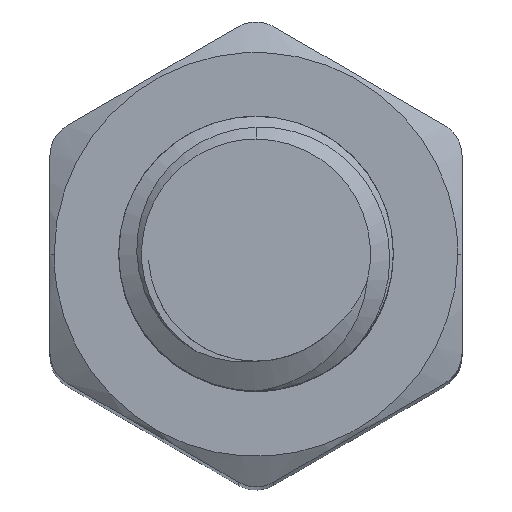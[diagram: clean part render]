
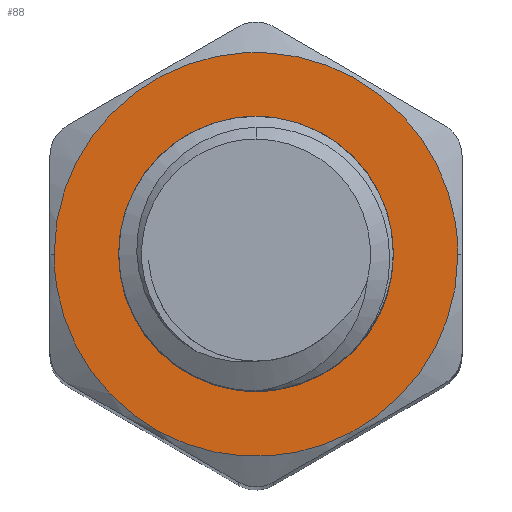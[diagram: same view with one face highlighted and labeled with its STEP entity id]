
A CAD part, top view. The second image highlights one B-rep face of the part: STEP entity #88.
In plain terms, the highlighted planar face has unit normal (0, 0, 1).
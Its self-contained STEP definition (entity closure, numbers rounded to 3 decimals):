
#25=FACE_BOUND('',#246,.T.);
#88=ADVANCED_FACE('',(#166,#25),#1231,.T.);
#166=FACE_OUTER_BOUND('',#245,.T.);
#245=EDGE_LOOP('',(#574,#575));
#246=EDGE_LOOP('',(#576,#577));
#574=ORIENTED_EDGE('',*,*,#829,.F.);
#575=ORIENTED_EDGE('',*,*,#832,.F.);
#576=ORIENTED_EDGE('',*,*,#845,.T.);
#577=ORIENTED_EDGE('',*,*,#766,.T.);
#766=EDGE_CURVE('',#1152,#1151,#1044,.T.);
#829=EDGE_CURVE('',#1195,#1196,#1083,.T.);
#832=EDGE_CURVE('',#1196,#1195,#1084,.T.);
#845=EDGE_CURVE('',#1151,#1152,#1091,.T.);
#1044=(
BOUNDED_CURVE()
B_SPLINE_CURVE(2,(#4307,#4308,#4309,#4310,#4311),.UNSPECIFIED.,.F.,.F.)
B_SPLINE_CURVE_WITH_KNOTS((3,2,3),(-4.478,-2.239,0.),
 .UNSPECIFIED.)
CURVE()
GEOMETRIC_REPRESENTATION_ITEM()
RATIONAL_B_SPLINE_CURVE((1.,0.707,1.,0.707,1.))
REPRESENTATION_ITEM('')
);
#1083=(
BOUNDED_CURVE()
B_SPLINE_CURVE(2,(#4640,#4641,#4642,#4643,#4644),.UNSPECIFIED.,.F.,.F.)
B_SPLINE_CURVE_WITH_KNOTS((3,2,3),(0.,3.464,6.927),
 .UNSPECIFIED.)
CURVE()
GEOMETRIC_REPRESENTATION_ITEM()
RATIONAL_B_SPLINE_CURVE((1.,0.707,1.,0.707,1.))
REPRESENTATION_ITEM('')
);
#1084=(
BOUNDED_CURVE()
B_SPLINE_CURVE(2,(#4649,#4650,#4651,#4652,#4653),.UNSPECIFIED.,.F.,.F.)
B_SPLINE_CURVE_WITH_KNOTS((3,2,3),(0.,3.464,6.927),
 .UNSPECIFIED.)
CURVE()
GEOMETRIC_REPRESENTATION_ITEM()
RATIONAL_B_SPLINE_CURVE((1.,0.707,1.,0.707,1.))
REPRESENTATION_ITEM('')
);
#1091=(
BOUNDED_CURVE()
B_SPLINE_CURVE(2,(#4717,#4718,#4719,#4720,#4721),.UNSPECIFIED.,.F.,.F.)
B_SPLINE_CURVE_WITH_KNOTS((3,2,3),(-4.478,-2.239,0.),
 .UNSPECIFIED.)
CURVE()
GEOMETRIC_REPRESENTATION_ITEM()
RATIONAL_B_SPLINE_CURVE((1.,0.707,1.,0.707,1.))
REPRESENTATION_ITEM('')
);
#1151=VERTEX_POINT('',#3571);
#1152=VERTEX_POINT('',#3572);
#1195=VERTEX_POINT('',#3615);
#1196=VERTEX_POINT('',#3616);
#1231=PLANE('',#1367);
#1367=AXIS2_PLACEMENT_3D('',#2779,#1424,$);
#1424=DIRECTION('',(0.,0.,1.));
#2779=CARTESIAN_POINT('',(62.646,-2.646,20.));
#3571=CARTESIAN_POINT('',(60.,-1.425,20.));
#3572=CARTESIAN_POINT('',(60.,1.425,20.));
#3615=CARTESIAN_POINT('',(62.205,0.,20.));
#3616=CARTESIAN_POINT('',(57.795,0.,20.));
#4307=CARTESIAN_POINT('',(60.,1.425,20.));
#4308=CARTESIAN_POINT('',(61.425,1.425,20.));
#4309=CARTESIAN_POINT('',(61.425,0.,20.));
#4310=CARTESIAN_POINT('',(61.425,-1.425,20.));
#4311=CARTESIAN_POINT('',(60.,-1.425,20.));
#4640=CARTESIAN_POINT('',(62.205,0.,20.));
#4641=CARTESIAN_POINT('',(62.205,-2.205,20.));
#4642=CARTESIAN_POINT('',(60.,-2.205,20.));
#4643=CARTESIAN_POINT('',(57.795,-2.205,20.));
#4644=CARTESIAN_POINT('',(57.795,0.,20.));
#4649=CARTESIAN_POINT('',(57.795,0.,20.));
#4650=CARTESIAN_POINT('',(57.795,2.205,20.));
#4651=CARTESIAN_POINT('',(60.,2.205,20.));
#4652=CARTESIAN_POINT('',(62.205,2.205,20.));
#4653=CARTESIAN_POINT('',(62.205,0.,20.));
#4717=CARTESIAN_POINT('',(60.,-1.425,20.));
#4718=CARTESIAN_POINT('',(58.575,-1.425,20.));
#4719=CARTESIAN_POINT('',(58.575,0.,20.));
#4720=CARTESIAN_POINT('',(58.575,1.425,20.));
#4721=CARTESIAN_POINT('',(60.,1.425,20.));
